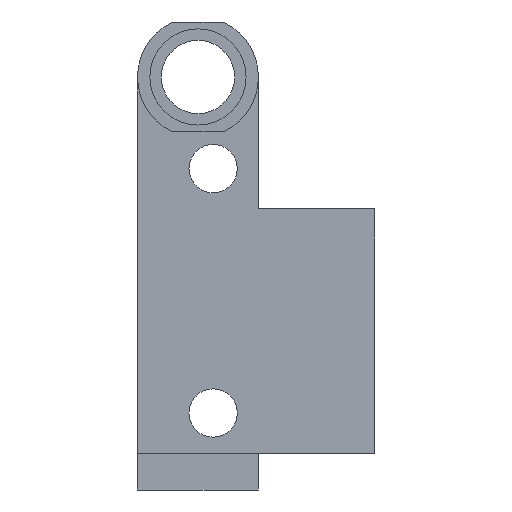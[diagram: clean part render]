
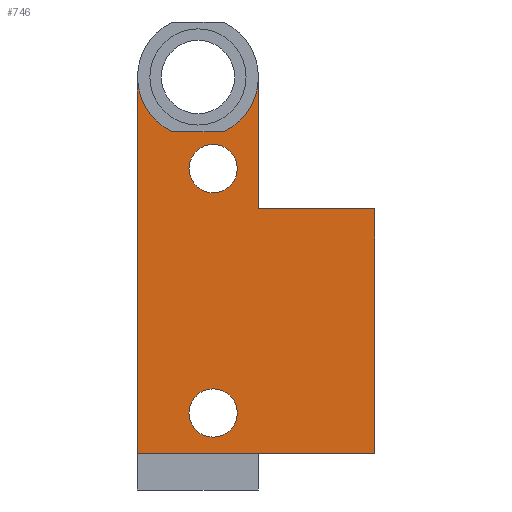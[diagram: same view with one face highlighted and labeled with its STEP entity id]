
A CAD part, front view. The second image highlights one B-rep face of the part: STEP entity #746.
In plain terms, the highlighted planar face has unit normal (0, -1, 0).
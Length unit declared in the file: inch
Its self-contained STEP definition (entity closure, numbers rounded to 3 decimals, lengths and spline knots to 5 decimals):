
#26=DIRECTION('',(0.,0.,1.));
#27=VECTOR('',#26,0.108);
#28=CARTESIAN_POINT('',(0.0495,0.,0.23));
#29=LINE('',#28,#27);
#59=DIRECTION('',(1.,0.,0.));
#60=VECTOR('',#59,0.194);
#61=CARTESIAN_POINT('',(-0.0495,0.,0.03));
#62=LINE('',#61,#60);
#71=DIRECTION('',(0.,0.,-1.));
#72=VECTOR('',#71,0.2);
#73=CARTESIAN_POINT('',(0.1445,0.,0.23));
#74=LINE('',#73,#72);
#116=CARTESIAN_POINT('',(0.0124,0.,0.263));
#117=DIRECTION('',(0.,1.,0.));
#118=DIRECTION('',(-1.,0.,0.));
#119=AXIS2_PLACEMENT_3D('',#116,#117,#118);
#121=CARTESIAN_POINT('',(0.0124,0.,0.263));
#122=DIRECTION('',(0.,1.,0.));
#123=DIRECTION('',(1.,0.,0.));
#124=AXIS2_PLACEMENT_3D('',#121,#122,#123);
#126=CARTESIAN_POINT('',(0.0124,0.,0.063));
#127=DIRECTION('',(0.,1.,0.));
#128=DIRECTION('',(-1.,0.,0.));
#129=AXIS2_PLACEMENT_3D('',#126,#127,#128);
#131=CARTESIAN_POINT('',(0.0124,0.,0.063));
#132=DIRECTION('',(0.,1.,0.));
#133=DIRECTION('',(1.,0.,0.));
#134=AXIS2_PLACEMENT_3D('',#131,#132,#133);
#136=DIRECTION('',(0.,0.,1.));
#137=VECTOR('',#136,0.308);
#138=CARTESIAN_POINT('',(-0.0495,0.,0.03));
#139=LINE('',#138,#137);
#140=CARTESIAN_POINT('',(0.,0.,0.338));
#141=DIRECTION('',(0.,-1.,0.));
#142=DIRECTION('',(-1.,0.,0.));
#143=AXIS2_PLACEMENT_3D('',#140,#141,#142);
#145=DIRECTION('',(1.,0.,0.));
#146=VECTOR('',#145,0.04124);
#147=CARTESIAN_POINT('',(-0.02062,0.,0.293));
#148=LINE('',#147,#146);
#149=CARTESIAN_POINT('',(0.,0.,0.338));
#150=DIRECTION('',(0.,-1.,0.));
#151=DIRECTION('',(0.417,0.,-0.909));
#152=AXIS2_PLACEMENT_3D('',#149,#150,#151);
#154=DIRECTION('',(1.,0.,0.));
#155=VECTOR('',#154,0.095);
#156=CARTESIAN_POINT('',(0.0495,0.,0.23));
#157=LINE('',#156,#155);
#466=CARTESIAN_POINT('',(-0.0495,0.,0.03));
#467=VERTEX_POINT('',#466);
#468=CARTESIAN_POINT('',(-0.00735,0.,0.263));
#469=CARTESIAN_POINT('',(0.03215,0.,0.263));
#470=VERTEX_POINT('',#468);
#471=VERTEX_POINT('',#469);
#476=CARTESIAN_POINT('',(-0.00735,0.,0.063));
#477=CARTESIAN_POINT('',(0.03215,0.,0.063));
#478=VERTEX_POINT('',#476);
#479=VERTEX_POINT('',#477);
#498=CARTESIAN_POINT('',(0.1445,0.,0.23));
#499=CARTESIAN_POINT('',(0.1445,0.,0.03));
#500=VERTEX_POINT('',#498);
#501=VERTEX_POINT('',#499);
#502=CARTESIAN_POINT('',(0.0495,0.,0.23));
#503=VERTEX_POINT('',#502);
#546=CARTESIAN_POINT('',(-0.0495,0.,0.338));
#547=VERTEX_POINT('',#546);
#548=CARTESIAN_POINT('',(0.0495,0.,0.338));
#549=VERTEX_POINT('',#548);
#554=CARTESIAN_POINT('',(-0.02062,0.,0.293));
#555=VERTEX_POINT('',#554);
#556=CARTESIAN_POINT('',(0.02062,0.,0.293));
#557=VERTEX_POINT('',#556);
#715=CARTESIAN_POINT('',(-0.0495,0.,0.));
#716=DIRECTION('',(0.,-1.,0.));
#717=DIRECTION('',(1.,0.,0.));
#718=AXIS2_PLACEMENT_3D('',#715,#716,#717);
#719=PLANE('',#718);
#721=ORIENTED_EDGE('',*,*,#720,.T.);
#723=ORIENTED_EDGE('',*,*,#722,.T.);
#725=ORIENTED_EDGE('',*,*,#724,.T.);
#727=ORIENTED_EDGE('',*,*,#726,.T.);
#728=ORIENTED_EDGE('',*,*,#608,.F.);
#729=ORIENTED_EDGE('',*,*,#700,.T.);
#730=ORIENTED_EDGE('',*,*,#657,.T.);
#731=ORIENTED_EDGE('',*,*,#644,.F.);
#732=EDGE_LOOP('',(#721,#723,#725,#727,#728,#729,#730,#731));
#733=FACE_OUTER_BOUND('',#732,.F.);
#735=ORIENTED_EDGE('',*,*,#734,.F.);
#737=ORIENTED_EDGE('',*,*,#736,.F.);
#738=EDGE_LOOP('',(#735,#737));
#739=FACE_BOUND('',#738,.F.);
#741=ORIENTED_EDGE('',*,*,#740,.F.);
#743=ORIENTED_EDGE('',*,*,#742,.F.);
#744=EDGE_LOOP('',(#741,#743));
#745=FACE_BOUND('',#744,.F.);
#746=ADVANCED_FACE('',(#733,#739,#745),#719,.T.);
#120=CIRCLE('',#119,0.01975);
#125=CIRCLE('',#124,0.01975);
#130=CIRCLE('',#129,0.01975);
#135=CIRCLE('',#134,0.01975);
#144=CIRCLE('',#143,0.0495);
#153=CIRCLE('',#152,0.0495);
#608=EDGE_CURVE('',#503,#549,#29,.T.);
#644=EDGE_CURVE('',#467,#501,#62,.T.);
#657=EDGE_CURVE('',#500,#501,#74,.T.);
#700=EDGE_CURVE('',#503,#500,#157,.T.);
#720=EDGE_CURVE('',#467,#547,#139,.T.);
#722=EDGE_CURVE('',#547,#555,#144,.T.);
#724=EDGE_CURVE('',#555,#557,#148,.T.);
#726=EDGE_CURVE('',#557,#549,#153,.T.);
#734=EDGE_CURVE('',#470,#471,#120,.T.);
#736=EDGE_CURVE('',#471,#470,#125,.T.);
#740=EDGE_CURVE('',#478,#479,#130,.T.);
#742=EDGE_CURVE('',#479,#478,#135,.T.);
